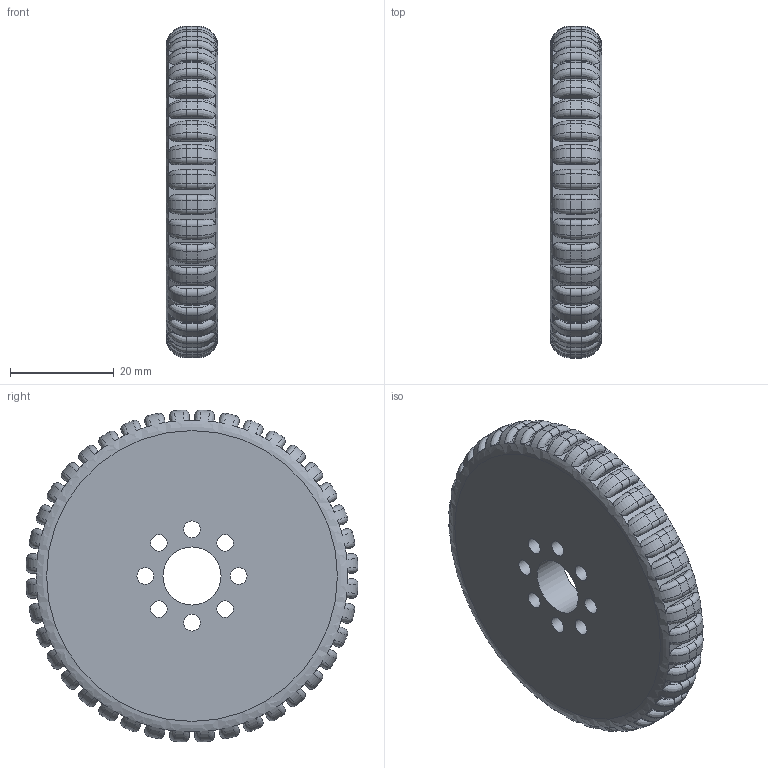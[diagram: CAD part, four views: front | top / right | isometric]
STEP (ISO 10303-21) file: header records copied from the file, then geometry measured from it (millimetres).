
FILE_DESCRIPTION(('STEP AP242'), '1');
FILE_NAME('扻錼勷', '', ('UNSPECIFIED'), ('UNSPECIFIED'), 'C3D Converter', 'C3D Toolkit', '');
FILE_SCHEMA(('AP242_MANAGED_MODEL_BASED_3D_ENGINEERING_MIM_LF { 1 0 10303 442 1 1 4 }'));
Length unit declared in the file: millimetre
Bounding box: 10 x 63.92 x 63.92 mm (x, y, z)
Volume: 27301.4 mm3; surface area: 9149.5 mm2
Topology: 1 solids, 1 shells, 415 faces, 1076 edges, 664 vertices
Faces by surface type: cylinder 170, bspline 160, plane 83, torus 2
Full cylindrical faces by diameter (mm): 3.2 x8, 11.2 x1, 26.2 x1
Entity records: 40825 total; most frequent: CARTESIAN_POINT 28544, ORIENTED_EDGE 2128, DIRECTION 1440, EDGE_CURVE 1064, VERTEX_POINT 664, AXIS2_PLACEMENT_3D 600, B_SPLINE_CURVE_WITH_KNOTS 480, EDGE_LOOP 446
